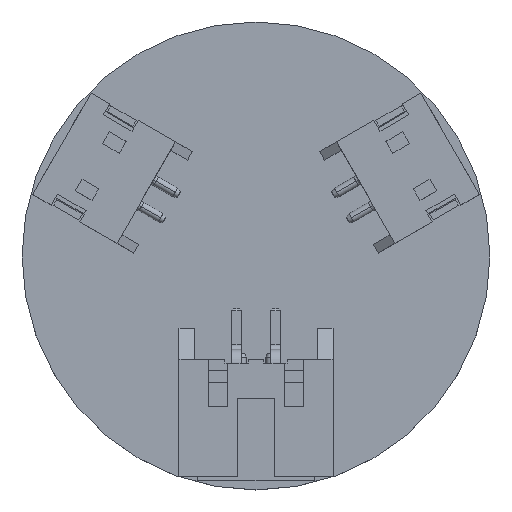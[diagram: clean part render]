
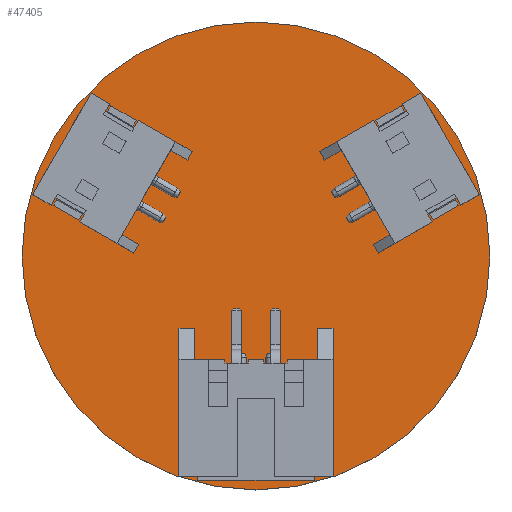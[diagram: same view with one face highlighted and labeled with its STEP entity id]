
A CAD part, top view. The second image highlights one B-rep face of the part: STEP entity #47405.
In plain terms, the highlighted planar face has unit normal (0, 0, 1).
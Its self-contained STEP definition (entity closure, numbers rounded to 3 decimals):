
#47320 = VERTEX_POINT('',#47321);
#47321 = CARTESIAN_POINT('',(12.,0.,1.6));
#47328 = CYLINDRICAL_SURFACE('',#47329,12.);
#47329 = AXIS2_PLACEMENT_3D('',#47330,#47331,#47332);
#47330 = CARTESIAN_POINT('',(0.,-0.,0.));
#47331 = DIRECTION('',(-0.,-0.,-1.));
#47332 = DIRECTION('',(1.,0.,-0.));
#47347 = EDGE_CURVE('',#47320,#47320,#47348,.T.);
#47348 = SURFACE_CURVE('',#47349,(#47354,#47361),.PCURVE_S1.);
#47349 = CIRCLE('',#47350,12.);
#47350 = AXIS2_PLACEMENT_3D('',#47351,#47352,#47353);
#47351 = CARTESIAN_POINT('',(0.,0.,1.6));
#47352 = DIRECTION('',(0.,0.,1.));
#47353 = DIRECTION('',(1.,0.,-0.));
#47354 = PCURVE('',#47328,#47355);
#47355 = DEFINITIONAL_REPRESENTATION('',(#47356),#47360);
#47356 = LINE('',#47357,#47358);
#47357 = CARTESIAN_POINT('',(-0.,-1.6));
#47358 = VECTOR('',#47359,1.);
#47359 = DIRECTION('',(-1.,0.));
#47360 = ( GEOMETRIC_REPRESENTATION_CONTEXT(2) 
PARAMETRIC_REPRESENTATION_CONTEXT() REPRESENTATION_CONTEXT('2D SPACE',''
  ) );
#47361 = PCURVE('',#47362,#47367);
#47362 = PLANE('',#47363);
#47363 = AXIS2_PLACEMENT_3D('',#47364,#47365,#47366);
#47364 = CARTESIAN_POINT('',(0.,0.,1.6)
  );
#47365 = DIRECTION('',(0.,0.,1.));
#47366 = DIRECTION('',(1.,0.,-0.));
#47367 = DEFINITIONAL_REPRESENTATION('',(#47368),#47372);
#47368 = CIRCLE('',#47369,12.);
#47369 = AXIS2_PLACEMENT_2D('',#47370,#47371);
#47370 = CARTESIAN_POINT('',(0.,0.));
#47371 = DIRECTION('',(1.,0.));
#47372 = ( GEOMETRIC_REPRESENTATION_CONTEXT(2) 
PARAMETRIC_REPRESENTATION_CONTEXT() REPRESENTATION_CONTEXT('2D SPACE',''
  ) );
#47405 = ADVANCED_FACE('',(#47406),#47362,.T.);
#47406 = FACE_BOUND('',#47407,.T.);
#47407 = EDGE_LOOP('',(#47408));
#47408 = ORIENTED_EDGE('',*,*,#47347,.T.);
